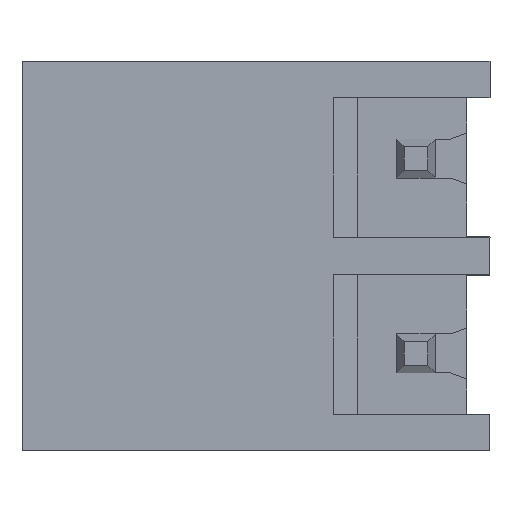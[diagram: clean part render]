
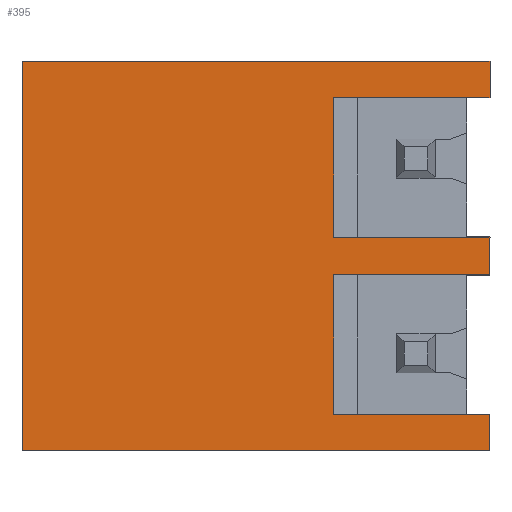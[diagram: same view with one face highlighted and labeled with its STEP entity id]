
A CAD part, front view. The second image highlights one B-rep face of the part: STEP entity #395.
In plain terms, the highlighted planar face has unit normal (0, -1, 0).
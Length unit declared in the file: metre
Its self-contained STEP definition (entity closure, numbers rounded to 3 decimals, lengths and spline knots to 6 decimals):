
#395=ADVANCED_FACE('',(#833),#834,.F.);
#833=FACE_OUTER_BOUND('',#1309,.T.);
#834=PLANE('',#1310);
#1309=EDGE_LOOP('',(#2475,#2476,#2477,#2478,#2479,#2480,#2481,#2482,#2483,#2484,#2485,#2486));
#1310=AXIS2_PLACEMENT_3D('',#2487,#2488,#2489);
#2475=ORIENTED_EDGE('',*,*,#3206,.T.);
#2476=ORIENTED_EDGE('',*,*,#3040,.F.);
#2477=ORIENTED_EDGE('',*,*,#3355,.T.);
#2478=ORIENTED_EDGE('',*,*,#2951,.T.);
#2479=ORIENTED_EDGE('',*,*,#2903,.F.);
#2480=ORIENTED_EDGE('',*,*,#3356,.F.);
#2481=ORIENTED_EDGE('',*,*,#2998,.T.);
#2482=ORIENTED_EDGE('',*,*,#3311,.T.);
#2483=ORIENTED_EDGE('',*,*,#2962,.T.);
#2484=ORIENTED_EDGE('',*,*,#3344,.F.);
#2485=ORIENTED_EDGE('',*,*,#3062,.F.);
#2486=ORIENTED_EDGE('',*,*,#3328,.T.);
#2487=CARTESIAN_POINT('',(-0.0118,0.0001,0.12576));
#2488=DIRECTION('',(0.,1.0,0.));
#2489=DIRECTION('',(1.0,0.0,0.));
#2903=EDGE_CURVE('',#3481,#3479,#3483,.T.);
#2951=EDGE_CURVE('',#3567,#3479,#3568,.T.);
#2962=EDGE_CURVE('',#3586,#3584,#3587,.T.);
#2998=EDGE_CURVE('',#3640,#3641,#3642,.T.);
#3040=EDGE_CURVE('',#3716,#3718,#3719,.T.);
#3062=EDGE_CURVE('',#3752,#3747,#3754,.T.);
#3206=EDGE_CURVE('',#3971,#3718,#3972,.T.);
#3311=EDGE_CURVE('',#3641,#3586,#4110,.T.);
#3328=EDGE_CURVE('',#3752,#3971,#4130,.T.);
#3344=EDGE_CURVE('',#3747,#3584,#4151,.T.);
#3355=EDGE_CURVE('',#3716,#3567,#4163,.T.);
#3356=EDGE_CURVE('',#3640,#3481,#4164,.T.);
#3479=VERTEX_POINT('',#4315);
#3481=VERTEX_POINT('',#4318);
#3483=LINE('',#4321,#4322);
#3567=VERTEX_POINT('',#4441);
#3568=LINE('',#4442,#4443);
#3584=VERTEX_POINT('',#4466);
#3586=VERTEX_POINT('',#4469);
#3587=LINE('',#4470,#4471);
#3640=VERTEX_POINT('',#4545);
#3641=VERTEX_POINT('',#4546);
#3642=LINE('',#4547,#4548);
#3716=VERTEX_POINT('',#4653);
#3718=VERTEX_POINT('',#4656);
#3719=LINE('',#4657,#4658);
#3747=VERTEX_POINT('',#4700);
#3752=VERTEX_POINT('',#4707);
#3754=LINE('',#4710,#4711);
#3971=VERTEX_POINT('',#5056);
#3972=LINE('',#5057,#5058);
#4110=LINE('',#5271,#5272);
#4130=LINE('',#5301,#5302);
#4151=LINE('',#5334,#5335);
#4163=LINE('',#5352,#5353);
#4164=LINE('',#5354,#5355);
#4315=CARTESIAN_POINT('',(-0.0038,0.0001,0.11632));
#4318=CARTESIAN_POINT('',(-0.0038,0.0001,0.1199));
#4321=CARTESIAN_POINT('',(-0.0038,0.0001,0.11358));
#4322=VECTOR('',#5490,1.0);
#4441=CARTESIAN_POINT('',(0.0002,0.0001,0.11632));
#4442=CARTESIAN_POINT('',(-0.0028,0.0001,0.11632));
#4443=VECTOR('',#5535,1.0);
#4466=CARTESIAN_POINT('',(-0.0038,0.0001,0.12444));
#4469=CARTESIAN_POINT('',(-0.0038,0.0001,0.12086));
#4470=CARTESIAN_POINT('',(-0.0038,0.0001,0.12568));
#4471=VECTOR('',#5544,1.0);
#4545=CARTESIAN_POINT('',(0.0002,0.0001,0.1199));
#4546=CARTESIAN_POINT('',(0.0002,0.0001,0.12086));
#4547=CARTESIAN_POINT('',(0.0002,0.0001,0.1207));
#4548=VECTOR('',#5581,1.0);
#4653=CARTESIAN_POINT('',(0.0002,0.0001,0.11538));
#4656=CARTESIAN_POINT('',(-0.0118,0.0001,0.11538));
#4657=CARTESIAN_POINT('',(-0.0118,0.0001,0.11538));
#4658=VECTOR('',#5623,1.0);
#4700=CARTESIAN_POINT('',(0.0002,0.0001,0.12444));
#4707=CARTESIAN_POINT('',(0.0002,0.0001,0.12538));
#4710=CARTESIAN_POINT('',(0.0002,0.0001,0.1251));
#4711=VECTOR('',#5641,1.0);
#5056=CARTESIAN_POINT('',(-0.0118,0.0001,0.12538));
#5057=CARTESIAN_POINT('',(-0.0118,0.0001,0.12072));
#5058=VECTOR('',#5756,1.0);
#5271=CARTESIAN_POINT('',(-0.0028,0.0001,0.12086));
#5272=VECTOR('',#5841,1.0);
#5301=CARTESIAN_POINT('',(-0.0118,0.0001,0.12538));
#5302=VECTOR('',#5857,1.0);
#5334=CARTESIAN_POINT('',(-0.0028,0.0001,0.12444));
#5335=VECTOR('',#5869,1.0);
#5352=CARTESIAN_POINT('',(0.0002,0.0001,0.11566));
#5353=VECTOR('',#5875,1.0);
#5354=CARTESIAN_POINT('',(-0.0028,0.0001,0.1199));
#5355=VECTOR('',#5876,1.0);
#5490=DIRECTION('',(0.,0.,-1.0));
#5535=DIRECTION('',(-1.0,0.,0.));
#5544=DIRECTION('',(0.,0.,1.0));
#5581=DIRECTION('',(0.,0.,1.0));
#5623=DIRECTION('',(-1.0,0.,0.));
#5641=DIRECTION('',(0.,0.,-1.0));
#5756=DIRECTION('',(0.,0.,-1.0));
#5841=DIRECTION('',(-1.0,0.,0.));
#5857=DIRECTION('',(-1.0,0.,0.));
#5869=DIRECTION('',(-1.0,0.,0.));
#5875=DIRECTION('',(0.,0.,1.0));
#5876=DIRECTION('',(-1.0,0.,0.));
